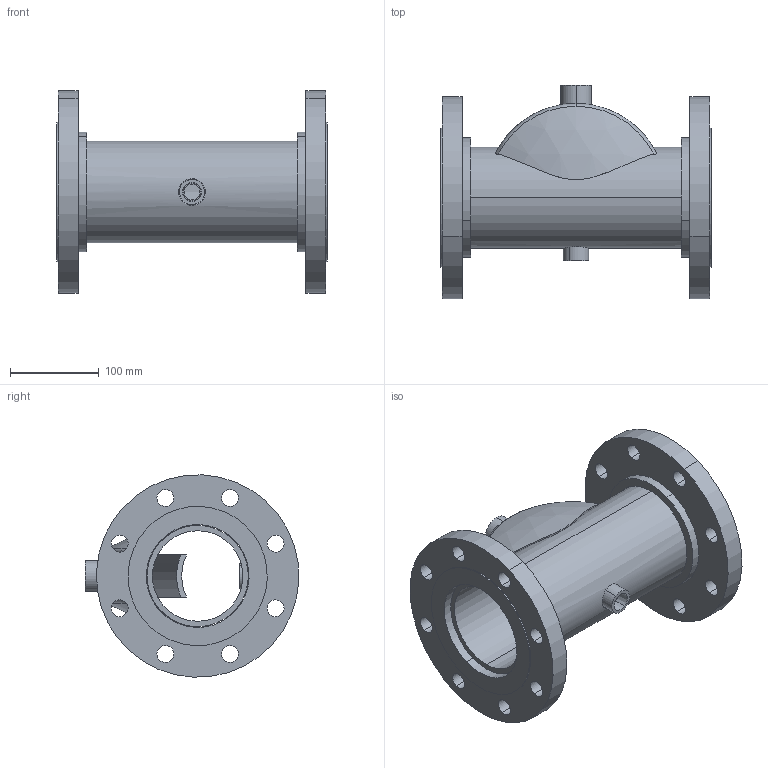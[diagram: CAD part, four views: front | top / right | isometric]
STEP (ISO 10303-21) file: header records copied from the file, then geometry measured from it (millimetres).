
FILE_DESCRIPTION (( 'STEP AP203' ), '1' );
FILE_NAME ('AP-104.STEP', '2021-03-09T19:18:33', ( '' ), ( '' ), 'SwSTEP 2.0', 'SolidWorks 2021', '' );
FILE_SCHEMA (( 'CONFIG_CONTROL_DESIGN' ));
Length unit declared in the file: inch
Products named in the file (7): Couplings_9500556; 9461070; 99D0024; AP-104; 99M0116_11.25; Couplings_9500558; 99P0210_11.25
Assembly tree (8 placements, depth 2):
  AP-104
    99P0210_11.25
    99D0024  x2
    Couplings_9500556
    Couplings_9500558
    9461070  x2
    99M0116_11.25
Bounding box: 304.8 x 241.19 x 228.38 mm (x, y, z)
Volume: 2010804.6 mm3; surface area: 478048 mm2
Topology: 8 solids, 8 shells, 128 faces, 306 edges, 200 vertices
Faces by surface type: cylinder 78, plane 32, torus 8, sphere 4, cone 4, bspline 2
Entity records: 3867 total; most frequent: CARTESIAN_POINT 1054, DIRECTION 460, ORIENTED_EDGE 384, AXIS2_PLACEMENT_3D 196, EDGE_CURVE 192, VERTEX_POINT 126, EDGE_LOOP 114, CIRCLE 104
